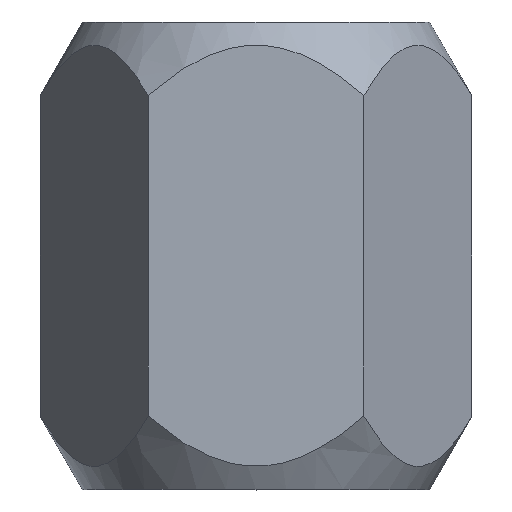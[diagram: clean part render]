
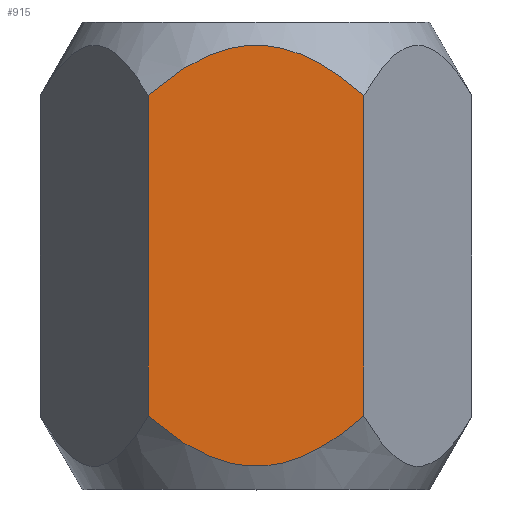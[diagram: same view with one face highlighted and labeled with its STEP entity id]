
A CAD part, top view. The second image highlights one B-rep face of the part: STEP entity #915.
In plain terms, the highlighted planar face has unit normal (0, 0, 1).
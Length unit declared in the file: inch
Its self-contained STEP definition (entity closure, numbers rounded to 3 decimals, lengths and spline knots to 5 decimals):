
#310=DIRECTION('',(0.,1.,0.));
#311=VECTOR('',#310,0.48067);
#312=CARTESIAN_POINT('',(0.16166,0.10967,0.28));
#313=LINE('',#312,#311);
#530=CARTESIAN_POINT('',(-0.16166,0.10967,0.28));
#531=CARTESIAN_POINT('',(-0.15101,0.10045,0.28));
#532=CARTESIAN_POINT('',(-0.13031,0.08389,0.28));
#533=CARTESIAN_POINT('',(-0.10113,0.06462,0.28));
#534=CARTESIAN_POINT('',(-0.07384,0.05057,0.28));
#535=CARTESIAN_POINT('',(-0.0483,0.04119,0.28));
#536=CARTESIAN_POINT('',(-0.02392,0.03582,0.28));
#537=CARTESIAN_POINT('',(-0.00008,0.03406,0.28));
#538=CARTESIAN_POINT('',(0.02375,0.03579,0.28));
#539=CARTESIAN_POINT('',(0.0481,0.04114,0.28));
#540=CARTESIAN_POINT('',(0.07362,0.05047,0.28));
#541=CARTESIAN_POINT('',(0.10096,0.06451,0.28));
#542=CARTESIAN_POINT('',(0.13021,0.08381,0.28));
#543=CARTESIAN_POINT('',(0.15098,0.10042,0.28));
#544=CARTESIAN_POINT('',(0.16166,0.10967,0.28));
#549=DIRECTION('',(0.,1.,0.));
#550=VECTOR('',#549,0.48067);
#551=CARTESIAN_POINT('',(-0.16166,0.10967,0.28));
#552=LINE('',#551,#550);
#556=CARTESIAN_POINT('',(-0.16166,0.59033,0.28));
#557=CARTESIAN_POINT('',(-0.15099,0.59957,0.28));
#558=CARTESIAN_POINT('',(-0.13023,0.61617,0.28));
#559=CARTESIAN_POINT('',(-0.10103,0.63544,0.28));
#560=CARTESIAN_POINT('',(-0.07376,0.64946,0.28));
#561=CARTESIAN_POINT('',(-0.04825,0.65882,0.28));
#562=CARTESIAN_POINT('',(-0.02389,0.66419,0.28));
#563=CARTESIAN_POINT('',(-0.00007,0.66594,0.28));
#564=CARTESIAN_POINT('',(0.02374,0.66421,0.28));
#565=CARTESIAN_POINT('',(0.04807,0.65887,0.28));
#566=CARTESIAN_POINT('',(0.07356,0.64955,0.28));
#567=CARTESIAN_POINT('',(0.10088,0.63553,0.28));
#568=CARTESIAN_POINT('',(0.13015,0.61624,0.28));
#569=CARTESIAN_POINT('',(0.15096,0.5996,0.28));
#570=CARTESIAN_POINT('',(0.16166,0.59033,0.28));
#601=VERTEX_POINT('',#556);
#602=VERTEX_POINT('',#570);
#611=VERTEX_POINT('',#530);
#612=VERTEX_POINT('',#544);
#904=CARTESIAN_POINT('',(-0.16166,0.,0.28));
#905=DIRECTION('',(0.,0.,1.));
#906=DIRECTION('',(1.,0.,0.));
#907=AXIS2_PLACEMENT_3D('',#904,#905,#906);
#908=PLANE('',#907);
#909=ORIENTED_EDGE('',*,*,#827,.F.);
#910=ORIENTED_EDGE('',*,*,#899,.T.);
#911=ORIENTED_EDGE('',*,*,#794,.T.);
#912=ORIENTED_EDGE('',*,*,#809,.F.);
#913=EDGE_LOOP('',(#909,#910,#911,#912));
#914=FACE_OUTER_BOUND('',#913,.F.);
#915=ADVANCED_FACE('',(#914),#908,.T.);
#545=B_SPLINE_CURVE_WITH_KNOTS('',3,(#530,#531,#532,#533,#534,#535,#536,#537,
#538,#539,#540,#541,#542,#543,#544),.UNSPECIFIED.,.F.,.F.,(4,1,1,1,1,1,1,1,1,1,
1,1,4),(0.,0.08333,0.16667,0.25,0.33333,
0.41667,0.5,0.58333,0.66667,0.75,
0.83333,0.91667,1.),.UNSPECIFIED.);
#571=B_SPLINE_CURVE_WITH_KNOTS('',3,(#556,#557,#558,#559,#560,#561,#562,#563,
#564,#565,#566,#567,#568,#569,#570),.UNSPECIFIED.,.F.,.F.,(4,1,1,1,1,1,1,1,1,1,
1,1,4),(0.,0.08333,0.16667,0.25,0.33333,
0.41667,0.5,0.58333,0.66667,0.75,
0.83333,0.91667,1.),.UNSPECIFIED.);
#794=EDGE_CURVE('',#601,#602,#571,.T.);
#809=EDGE_CURVE('',#612,#602,#313,.T.);
#827=EDGE_CURVE('',#611,#612,#545,.T.);
#899=EDGE_CURVE('',#611,#601,#552,.T.);
